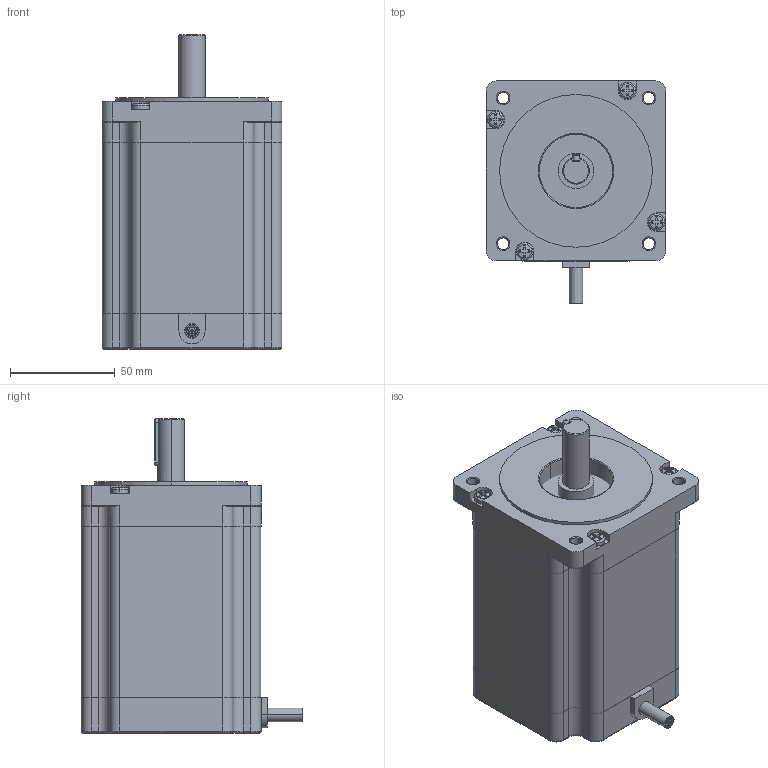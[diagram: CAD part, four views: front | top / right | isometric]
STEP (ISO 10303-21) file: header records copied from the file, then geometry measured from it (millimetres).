
FILE_DESCRIPTION((''),'2;1');
FILE_NAME('MT34HE47090M8K_ASM','2015-08-20T',('Davide Spelta'),(''),'PRO/ENGINEER BY PARAMETRIC TECHNOLOGY CORPORATION, 2006320','PRO/ENGINEER BY PARAMETRIC TECHNOLOGY CORPORATION, 2006320','');
FILE_SCHEMA(('AUTOMOTIVE_DESIGN_CC2 { 1 2 10303 214 -1 1 5 2 }'));
Length unit declared in the file: millimetre
Products named in the file (9): FRONT_FLANGE_34HE_FIX_FL10; STATOR_STACK_34HE47; REAR_FLANGE_MT34HE_GNDSX_4FORI; ALB_ANT_D12E7_L32E5_K3E175; CHIAVETTA; CUSCINETTO_40X12; TCC_M4X10; USCITA_TONDA_CAVI_LATERALI_34HE; MT34HE47090M8K_ASM
Assembly tree (15 placements, depth 2):
  MT34HE47090M8K_ASM
    FRONT_FLANGE_34HE_FIX_FL10
    STATOR_STACK_34HE47
    REAR_FLANGE_MT34HE_GNDSX_4FORI
    ALB_ANT_D12E7_L32E5_K3E175
    CHIAVETTA
    CUSCINETTO_40X12
    TCC_M4X10  x8
    USCITA_TONDA_CAVI_LATERALI_34HE
Bounding box: 86 x 106 x 150.25 mm (x, y, z)
Volume: 423577.4 mm3; surface area: 155827.8 mm2
Topology: 24 solids, 28 shells, 801 faces, 2081 edges, 1348 vertices
Faces by surface type: plane 353, cylinder 341, torus 66, cone 25, sphere 16
Entity records: 24958 total; most frequent: DIRECTION 3610, CARTESIAN_POINT 3425, ORIENTED_EDGE 3250, PRESENTATION_STYLE_ASSIGNMENT 1687, STYLED_ITEM 1659, CURVE_STYLE 1633, EDGE_CURVE 1633, AXIS2_PLACEMENT_3D 1349
